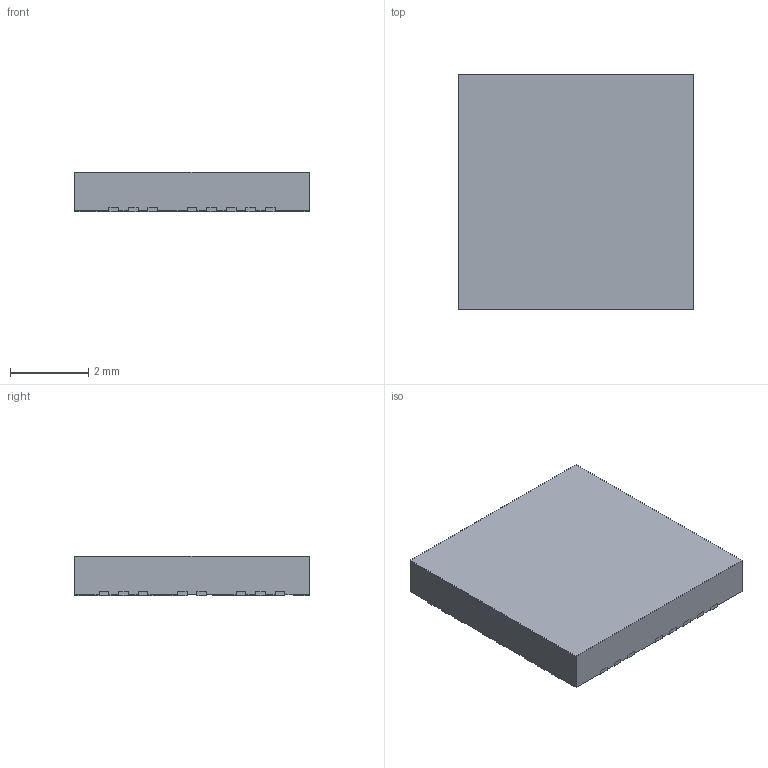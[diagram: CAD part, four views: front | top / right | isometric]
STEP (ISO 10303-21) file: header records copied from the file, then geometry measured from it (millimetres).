
FILE_DESCRIPTION (( 'STEP AP214' ), '1' );
FILE_NAME ('LM70880QRRXRQ1.STEP', '2024-09-18T05:07:06', ( '' ), ( '' ), 'SwSTEP 2.0', 'SolidWorks 2016', '' );
FILE_SCHEMA (( 'AUTOMOTIVE_DESIGN' ));
Length unit declared in the file: millimetre
Products named in the file (3): LM70880QRRXRQ1; RRX0029A_MOLD; RRX0029A_FRAME
Assembly tree (2 placements, depth 2):
  LM70880QRRXRQ1
    RRX0029A_FRAME
    RRX0029A_MOLD
Bounding box: 6 x 6 x 1 mm (x, y, z)
Volume: 35.5 mm3; surface area: 139.1 mm2
Topology: 25 solids, 25 shells, 323 faces, 816 edges, 544 vertices
Faces by surface type: plane 275, cylinder 48
Entity records: 13456 total; most frequent: CARTESIAN_POINT 1688, ORIENTED_EDGE 1632, DIRECTION 1568, EDGE_CURVE 816, VECTOR 720, LINE 720, VERTEX_POINT 544, AXIS2_PLACEMENT_3D 424
